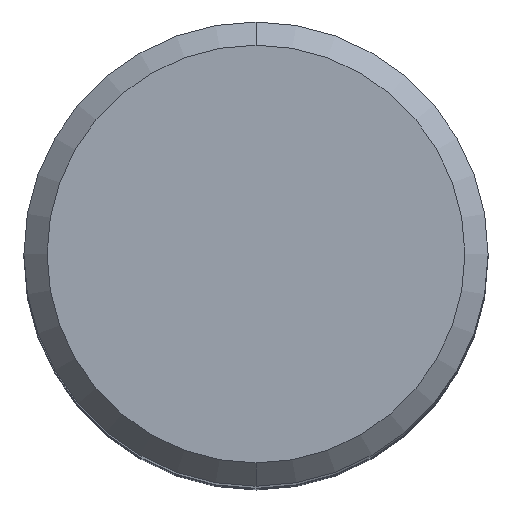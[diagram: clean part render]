
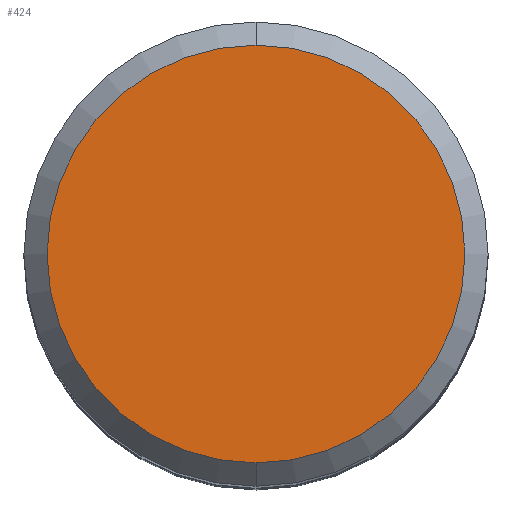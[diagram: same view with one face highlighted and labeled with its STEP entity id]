
A CAD part, top view. The second image highlights one B-rep face of the part: STEP entity #424.
In plain terms, the highlighted planar face has unit normal (0, 0, 1).
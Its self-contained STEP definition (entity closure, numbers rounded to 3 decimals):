
#224=VERTEX_POINT('',#591);
#294=EDGE_CURVE('',#388,#224,#669,.T.);
#320=EDGE_CURVE('',#224,#388,#696,.T.);
#388=VERTEX_POINT('',#771);
#424=ADVANCED_FACE('',(#811),#812,.T.);
#591=CARTESIAN_POINT('',(0.,-9.0,0.0));
#669=CIRCLE('',#1249,9.0);
#696=CIRCLE('',#1289,9.0);
#771=CARTESIAN_POINT('',(0.0,9.0,0.0));
#811=FACE_OUTER_BOUND('',#1507,.T.);
#812=PLANE('',#1508);
#1249=AXIS2_PLACEMENT_3D('',#1947,#1948,#1949);
#1289=AXIS2_PLACEMENT_3D('',#1969,#1970,#1971);
#1507=EDGE_LOOP('',(#2106,#2107));
#1508=AXIS2_PLACEMENT_3D('',#2108,#2109,#2110);
#1947=CARTESIAN_POINT('',(0.0,0.0,0.0));
#1948=DIRECTION('',(0.0,0.0,-1.0));
#1949=DIRECTION('',(0.0,1.0,0.0));
#1969=CARTESIAN_POINT('',(0.0,0.0,0.0));
#1970=DIRECTION('',(0.0,0.0,-1.0));
#1971=DIRECTION('',(0.0,1.0,0.0));
#2106=ORIENTED_EDGE('',*,*,#294,.F.);
#2107=ORIENTED_EDGE('',*,*,#320,.F.);
#2108=CARTESIAN_POINT('',(0.0,4.5,0.0));
#2109=DIRECTION('',(-0.0,0.0,1.0));
#2110=DIRECTION('',(0.0,-1.0,0.0));
